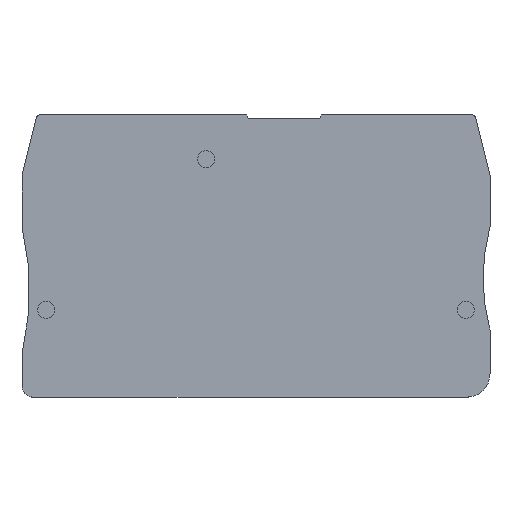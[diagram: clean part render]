
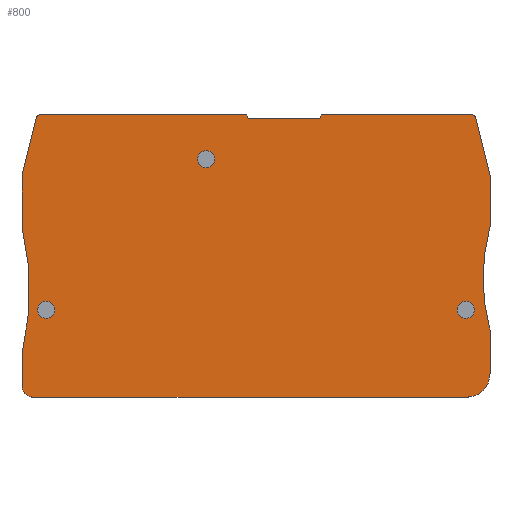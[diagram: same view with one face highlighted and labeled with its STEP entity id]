
A CAD part, top view. The second image highlights one B-rep face of the part: STEP entity #800.
In plain terms, the highlighted planar face has unit normal (0, 0, 1).
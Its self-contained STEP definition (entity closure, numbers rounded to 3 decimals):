
#177=CARTESIAN_POINT('',(-31.259,17.6,1.1));
#178=DIRECTION('',(0.,0.,1.));
#179=DIRECTION('',(0.,1.,0.));
#180=AXIS2_PLACEMENT_3D('',#177,#178,#179);
#182=DIRECTION('',(-1.,0.,0.));
#183=VECTOR('',#182,26.492);
#184=CARTESIAN_POINT('',(-4.768,18.1,1.1));
#185=LINE('',#184,#183);
#186=DIRECTION('',(-0.358,0.934,0.));
#187=VECTOR('',#186,0.536);
#188=CARTESIAN_POINT('',(-4.576,17.6,1.1));
#189=LINE('',#188,#187);
#190=DIRECTION('',(-1.,0.,0.));
#191=VECTOR('',#190,9.152);
#192=CARTESIAN_POINT('',(4.576,17.6,1.1));
#193=LINE('',#192,#191);
#194=DIRECTION('',(-0.358,-0.934,0.));
#195=VECTOR('',#194,0.536);
#196=CARTESIAN_POINT('',(4.768,18.1,1.1));
#197=LINE('',#196,#195);
#198=DIRECTION('',(-1.,0.,0.));
#199=VECTOR('',#198,19.292);
#200=CARTESIAN_POINT('',(24.059,18.1,1.1));
#201=LINE('',#200,#199);
#202=CARTESIAN_POINT('',(24.059,17.6,1.1));
#203=DIRECTION('',(0.,0.,1.));
#204=DIRECTION('',(0.97,0.242,0.));
#205=AXIS2_PLACEMENT_3D('',#202,#203,#204);
#207=DIRECTION('',(-0.242,0.97,0.));
#208=VECTOR('',#207,7.67);
#209=CARTESIAN_POINT('',(26.4,10.279,1.1));
#210=LINE('',#209,#208);
#211=DIRECTION('',(0.,1.,0.));
#212=VECTOR('',#211,6.538);
#213=CARTESIAN_POINT('',(26.4,3.741,1.1));
#214=LINE('',#213,#212);
#215=CARTESIAN_POINT('',(50.508,-2.876,1.1));
#216=DIRECTION('',(0.,0.,-1.));
#217=DIRECTION('',(-0.964,-0.265,0.));
#218=AXIS2_PLACEMENT_3D('',#215,#216,#217);
#220=DIRECTION('',(0.,1.,0.));
#221=VECTOR('',#220,5.607);
#222=CARTESIAN_POINT('',(26.4,-15.1,1.1));
#223=LINE('',#222,#221);
#224=CARTESIAN_POINT('',(23.4,-15.1,1.1));
#225=DIRECTION('',(0.,0.,1.));
#226=DIRECTION('',(0.,-1.,0.));
#227=AXIS2_PLACEMENT_3D('',#224,#225,#226);
#229=DIRECTION('',(1.,0.,0.));
#230=VECTOR('',#229,55.5);
#231=CARTESIAN_POINT('',(-32.1,-18.1,1.1));
#232=LINE('',#231,#230);
#233=CARTESIAN_POINT('',(-32.1,-16.6,1.1));
#234=DIRECTION('',(0.,0.,1.));
#235=DIRECTION('',(-1.,0.,0.));
#236=AXIS2_PLACEMENT_3D('',#233,#234,#235);
#238=DIRECTION('',(0.,-1.,0.));
#239=VECTOR('',#238,4.016);
#240=CARTESIAN_POINT('',(-33.6,-12.584,1.1));
#241=LINE('',#240,#239);
#242=CARTESIAN_POINT('',(-32.6,-12.584,1.1));
#243=DIRECTION('',(0.,0.,1.));
#244=DIRECTION('',(-0.971,0.241,0.));
#245=AXIS2_PLACEMENT_3D('',#242,#243,#244);
#247=CARTESIAN_POINT('',(-65.589,-4.4,1.1));
#248=DIRECTION('',(0.,0.,-1.));
#249=DIRECTION('',(0.97,0.244,0.));
#250=AXIS2_PLACEMENT_3D('',#247,#248,#249);
#252=DIRECTION('',(0.,-1.,0.));
#253=VECTOR('',#252,6.618);
#254=CARTESIAN_POINT('',(-33.6,10.279,1.1));
#255=LINE('',#254,#253);
#256=DIRECTION('',(-0.242,-0.97,0.));
#257=VECTOR('',#256,7.67);
#258=CARTESIAN_POINT('',(-31.745,17.721,1.1));
#259=LINE('',#258,#257);
#260=CARTESIAN_POINT('',(-10.,12.4,1.1));
#261=DIRECTION('',(0.,0.,1.));
#262=DIRECTION('',(1.,0.,0.));
#263=AXIS2_PLACEMENT_3D('',#260,#261,#262);
#265=CARTESIAN_POINT('',(-10.,12.4,1.1));
#266=DIRECTION('',(0.,0.,1.));
#267=DIRECTION('',(-1.,0.,0.));
#268=AXIS2_PLACEMENT_3D('',#265,#266,#267);
#270=CARTESIAN_POINT('',(23.3,-6.92,1.1));
#271=DIRECTION('',(0.,0.,1.));
#272=DIRECTION('',(1.,0.,0.));
#273=AXIS2_PLACEMENT_3D('',#270,#271,#272);
#275=CARTESIAN_POINT('',(23.3,-6.92,1.1));
#276=DIRECTION('',(0.,0.,1.));
#277=DIRECTION('',(-1.,0.,0.));
#278=AXIS2_PLACEMENT_3D('',#275,#276,#277);
#280=CARTESIAN_POINT('',(-30.5,-6.92,1.1));
#281=DIRECTION('',(0.,0.,1.));
#282=DIRECTION('',(1.,0.,0.));
#283=AXIS2_PLACEMENT_3D('',#280,#281,#282);
#285=CARTESIAN_POINT('',(-30.5,-6.92,1.1));
#286=DIRECTION('',(0.,0.,1.));
#287=DIRECTION('',(-1.,0.,0.));
#288=AXIS2_PLACEMENT_3D('',#285,#286,#287);
#382=CARTESIAN_POINT('',(-31.259,18.1,1.1));
#383=CARTESIAN_POINT('',(-31.745,17.721,1.1));
#384=VERTEX_POINT('',#382);
#385=VERTEX_POINT('',#383);
#386=CARTESIAN_POINT('',(-33.6,10.279,1.1));
#387=VERTEX_POINT('',#386);
#388=CARTESIAN_POINT('',(-33.6,3.661,1.1));
#389=VERTEX_POINT('',#388);
#390=CARTESIAN_POINT('',(-33.571,-12.343,1.1));
#391=VERTEX_POINT('',#390);
#392=CARTESIAN_POINT('',(-33.6,-12.584,1.1));
#393=VERTEX_POINT('',#392);
#394=CARTESIAN_POINT('',(-33.6,-16.6,1.1));
#395=VERTEX_POINT('',#394);
#396=CARTESIAN_POINT('',(-32.1,-18.1,1.1));
#397=VERTEX_POINT('',#396);
#398=CARTESIAN_POINT('',(23.4,-18.1,1.1));
#399=VERTEX_POINT('',#398);
#400=CARTESIAN_POINT('',(26.4,-15.1,1.1));
#401=VERTEX_POINT('',#400);
#402=CARTESIAN_POINT('',(26.4,-9.493,1.1));
#403=VERTEX_POINT('',#402);
#404=CARTESIAN_POINT('',(26.4,3.741,1.1));
#405=VERTEX_POINT('',#404);
#406=CARTESIAN_POINT('',(26.4,10.279,1.1));
#407=VERTEX_POINT('',#406);
#408=CARTESIAN_POINT('',(24.545,17.721,1.1));
#409=VERTEX_POINT('',#408);
#410=CARTESIAN_POINT('',(24.059,18.1,1.1));
#411=VERTEX_POINT('',#410);
#412=CARTESIAN_POINT('',(4.768,18.1,1.1));
#413=VERTEX_POINT('',#412);
#414=CARTESIAN_POINT('',(4.576,17.6,1.1));
#415=VERTEX_POINT('',#414);
#416=CARTESIAN_POINT('',(-4.576,17.6,1.1));
#417=VERTEX_POINT('',#416);
#418=CARTESIAN_POINT('',(-4.768,18.1,1.1));
#419=VERTEX_POINT('',#418);
#432=CARTESIAN_POINT('',(-8.907,12.4,1.1));
#433=CARTESIAN_POINT('',(-11.093,12.4,1.1));
#434=VERTEX_POINT('',#432);
#435=VERTEX_POINT('',#433);
#436=CARTESIAN_POINT('',(24.393,-6.92,1.1));
#437=CARTESIAN_POINT('',(22.207,-6.92,1.1));
#438=VERTEX_POINT('',#436);
#439=VERTEX_POINT('',#437);
#440=CARTESIAN_POINT('',(-29.407,-6.92,1.1));
#441=CARTESIAN_POINT('',(-31.593,-6.92,1.1));
#442=VERTEX_POINT('',#440);
#443=VERTEX_POINT('',#441);
#756=CARTESIAN_POINT('',(0.,0.,1.1));
#757=DIRECTION('',(0.,0.,1.));
#758=DIRECTION('',(1.,0.,0.));
#759=AXIS2_PLACEMENT_3D('',#756,#757,#758);
#760=PLANE('',#759);
#761=ORIENTED_EDGE('',*,*,#498,.F.);
#762=ORIENTED_EDGE('',*,*,#513,.F.);
#763=ORIENTED_EDGE('',*,*,#527,.F.);
#764=ORIENTED_EDGE('',*,*,#541,.F.);
#765=ORIENTED_EDGE('',*,*,#555,.F.);
#766=ORIENTED_EDGE('',*,*,#569,.F.);
#767=ORIENTED_EDGE('',*,*,#583,.F.);
#768=ORIENTED_EDGE('',*,*,#597,.F.);
#769=ORIENTED_EDGE('',*,*,#611,.F.);
#770=ORIENTED_EDGE('',*,*,#625,.F.);
#771=ORIENTED_EDGE('',*,*,#639,.F.);
#772=ORIENTED_EDGE('',*,*,#653,.F.);
#773=ORIENTED_EDGE('',*,*,#667,.F.);
#774=ORIENTED_EDGE('',*,*,#681,.F.);
#775=ORIENTED_EDGE('',*,*,#695,.F.);
#776=ORIENTED_EDGE('',*,*,#709,.F.);
#777=ORIENTED_EDGE('',*,*,#723,.F.);
#778=ORIENTED_EDGE('',*,*,#737,.F.);
#779=ORIENTED_EDGE('',*,*,#750,.F.);
#780=EDGE_LOOP('',(#761,#762,#763,#764,#765,#766,#767,#768,#769,#770,#771,#772,
#773,#774,#775,#776,#777,#778,#779));
#781=FACE_OUTER_BOUND('',#780,.F.);
#783=ORIENTED_EDGE('',*,*,#782,.T.);
#785=ORIENTED_EDGE('',*,*,#784,.T.);
#786=EDGE_LOOP('',(#783,#785));
#787=FACE_BOUND('',#786,.F.);
#789=ORIENTED_EDGE('',*,*,#788,.T.);
#791=ORIENTED_EDGE('',*,*,#790,.T.);
#792=EDGE_LOOP('',(#789,#791));
#793=FACE_BOUND('',#792,.F.);
#795=ORIENTED_EDGE('',*,*,#794,.T.);
#797=ORIENTED_EDGE('',*,*,#796,.T.);
#798=EDGE_LOOP('',(#795,#797));
#799=FACE_BOUND('',#798,.F.);
#181=CIRCLE('',#180,0.5);
#206=CIRCLE('',#205,0.5);
#219=CIRCLE('',#218,25.);
#228=CIRCLE('',#227,3.);
#237=CIRCLE('',#236,1.5);
#246=CIRCLE('',#245,1.);
#251=CIRCLE('',#250,32.989);
#264=CIRCLE('',#263,1.093);
#269=CIRCLE('',#268,1.093);
#274=CIRCLE('',#273,1.093);
#279=CIRCLE('',#278,1.093);
#284=CIRCLE('',#283,1.093);
#289=CIRCLE('',#288,1.093);
#498=EDGE_CURVE('',#384,#385,#181,.T.);
#513=EDGE_CURVE('',#419,#384,#185,.T.);
#527=EDGE_CURVE('',#417,#419,#189,.T.);
#541=EDGE_CURVE('',#415,#417,#193,.T.);
#555=EDGE_CURVE('',#413,#415,#197,.T.);
#569=EDGE_CURVE('',#411,#413,#201,.T.);
#583=EDGE_CURVE('',#409,#411,#206,.T.);
#597=EDGE_CURVE('',#407,#409,#210,.T.);
#611=EDGE_CURVE('',#405,#407,#214,.T.);
#625=EDGE_CURVE('',#403,#405,#219,.T.);
#639=EDGE_CURVE('',#401,#403,#223,.T.);
#653=EDGE_CURVE('',#399,#401,#228,.T.);
#667=EDGE_CURVE('',#397,#399,#232,.T.);
#681=EDGE_CURVE('',#395,#397,#237,.T.);
#695=EDGE_CURVE('',#393,#395,#241,.T.);
#709=EDGE_CURVE('',#391,#393,#246,.T.);
#723=EDGE_CURVE('',#389,#391,#251,.T.);
#737=EDGE_CURVE('',#387,#389,#255,.T.);
#750=EDGE_CURVE('',#385,#387,#259,.T.);
#782=EDGE_CURVE('',#434,#435,#264,.T.);
#784=EDGE_CURVE('',#435,#434,#269,.T.);
#788=EDGE_CURVE('',#438,#439,#274,.T.);
#790=EDGE_CURVE('',#439,#438,#279,.T.);
#794=EDGE_CURVE('',#442,#443,#284,.T.);
#796=EDGE_CURVE('',#443,#442,#289,.T.);
#800=ADVANCED_FACE('',(#781,#787,#793,#799),#760,.T.);
